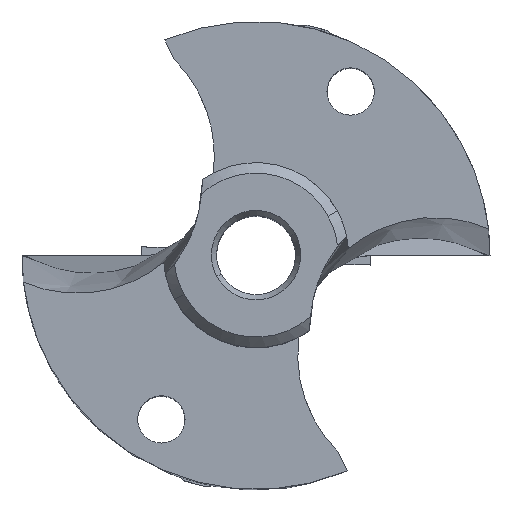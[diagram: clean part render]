
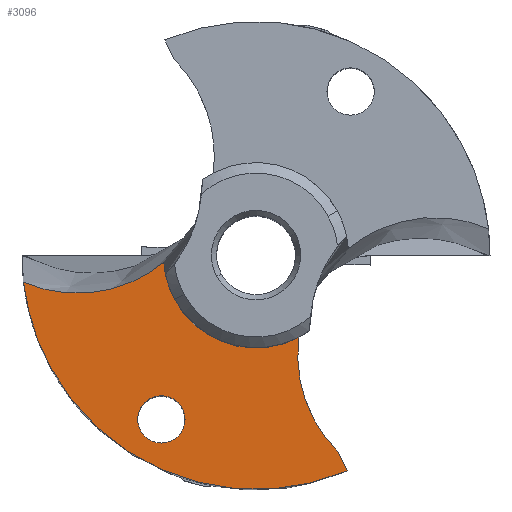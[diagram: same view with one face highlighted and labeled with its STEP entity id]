
A CAD part, top view. The second image highlights one B-rep face of the part: STEP entity #3096.
In plain terms, the highlighted planar face has unit normal (0, 0, 1).
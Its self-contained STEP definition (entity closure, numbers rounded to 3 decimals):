
#281=AXIS2_PLACEMENT_3D('Circle Axis2P3D',#279,#280,$) ;
#830=AXIS2_PLACEMENT_3D('Circle Axis2P3D',#828,#829,$) ;
#849=AXIS2_PLACEMENT_3D('Circle Axis2P3D',#847,#848,$) ;
#1313=AXIS2_PLACEMENT_3D('Circle Axis2P3D',#1311,#1312,$) ;
#1766=AXIS2_PLACEMENT_3D('Plane Axis2P3D',#1763,#1764,#1765) ;
#2921=AXIS2_PLACEMENT_3D('Circle Axis2P3D',#2919,#2920,$) ;
#3080=AXIS2_PLACEMENT_3D('Circle Axis2P3D',#3078,#3079,$) ;
#276=CARTESIAN_POINT('Vertex',(-19.526,-10.667,0.)) ;
#279=CARTESIAN_POINT('Axis2P3D Location',(0.,0.,0.)) ;
#283=CARTESIAN_POINT('Vertex',(-22.106,-2.531,0.)) ;
#455=CARTESIAN_POINT('Vertex',(7.828,-18.698,0.)) ;
#459=CARTESIAN_POINT('Control Point',(7.828,-18.698,0.)) ;
#460=CARTESIAN_POINT('Control Point',(7.995,-19.057,0.)) ;
#461=CARTESIAN_POINT('Control Point',(8.162,-19.416,0.)) ;
#462=CARTESIAN_POINT('Control Point',(8.33,-19.775,0.)) ;
#463=CARTESIAN_POINT('Control Point',(8.497,-20.134,0.)) ;
#464=CARTESIAN_POINT('Control Point',(8.665,-20.493,0.)) ;
#465=CARTESIAN_POINT('Vertex',(8.665,-20.493,0.)) ;
#620=CARTESIAN_POINT('Control Point',(-22.106,-2.531,0.)) ;
#621=CARTESIAN_POINT('Control Point',(-19.623,-3.62,0.)) ;
#622=CARTESIAN_POINT('Control Point',(-16.725,-4.108,0.)) ;
#623=CARTESIAN_POINT('Control Point',(-13.66,-3.694,0.)) ;
#624=CARTESIAN_POINT('Control Point',(-10.949,-2.441,0.)) ;
#625=CARTESIAN_POINT('Control Point',(-8.775,-0.66,0.)) ;
#626=CARTESIAN_POINT('Vertex',(-8.775,-0.66,0.)) ;
#825=CARTESIAN_POINT('Vertex',(-9.,-13.338,0.)) ;
#828=CARTESIAN_POINT('Axis2P3D Location',(-9.,-15.588,0.)) ;
#832=CARTESIAN_POINT('Vertex',(-9.,-17.838,0.)) ;
#847=CARTESIAN_POINT('Axis2P3D Location',(-9.,-15.588,0.)) ;
#962=CARTESIAN_POINT('Vertex',(4.079,-7.798,0.)) ;
#966=CARTESIAN_POINT('Control Point',(7.828,-18.698,0.)) ;
#967=CARTESIAN_POINT('Control Point',(6.156,-17.063,0.)) ;
#968=CARTESIAN_POINT('Control Point',(4.808,-14.996,0.)) ;
#969=CARTESIAN_POINT('Control Point',(3.988,-12.598,0.)) ;
#970=CARTESIAN_POINT('Control Point',(3.774,-10.135,0.)) ;
#971=CARTESIAN_POINT('Control Point',(4.079,-7.798,0.)) ;
#1308=CARTESIAN_POINT('Vertex',(-7.723,-4.219,0.)) ;
#1311=CARTESIAN_POINT('Axis2P3D Location',(0.,0.,0.)) ;
#1763=CARTESIAN_POINT('Axis2P3D Location',(22.25,0.,0.)) ;
#2919=CARTESIAN_POINT('Axis2P3D Location',(0.,0.,0.)) ;
#3078=CARTESIAN_POINT('Axis2P3D Location',(0.,0.,0.)) ;
#280=DIRECTION('Axis2P3D Direction',(0.,0.,1.)) ;
#829=DIRECTION('Axis2P3D Direction',(-0.,0.,-1.)) ;
#848=DIRECTION('Axis2P3D Direction',(-0.,0.,-1.)) ;
#1312=DIRECTION('Axis2P3D Direction',(0.,0.,1.)) ;
#1764=DIRECTION('Axis2P3D Direction',(0.,0.,1.)) ;
#1765=DIRECTION('Axis2P3D XDirection',(1.,0.,0.)) ;
#2920=DIRECTION('Axis2P3D Direction',(0.,0.,1.)) ;
#3079=DIRECTION('Axis2P3D Direction',(0.,0.,1.)) ;
#3084=ORIENTED_EDGE('',*,*,#972,.T.) ;
#3085=ORIENTED_EDGE('',*,*,#1315,.F.) ;
#3086=ORIENTED_EDGE('',*,*,#2923,.F.) ;
#3087=ORIENTED_EDGE('',*,*,#628,.F.) ;
#3088=ORIENTED_EDGE('',*,*,#285,.T.) ;
#3089=ORIENTED_EDGE('',*,*,#3082,.T.) ;
#3090=ORIENTED_EDGE('',*,*,#467,.F.) ;
#3093=ORIENTED_EDGE('',*,*,#834,.T.) ;
#3094=ORIENTED_EDGE('',*,*,#851,.T.) ;
#3095=FACE_BOUND('',#3092,.T.) ;
#3096=ADVANCED_FACE('NOCUT',(#3091,#3095),#1767,.T.) ;
#458=B_SPLINE_CURVE_WITH_KNOTS('',5,(#459,#460,#461,#462,#463,#464),.UNSPECIFIED.,.F.,.U.,(6,6),(1.747,3.728),.UNSPECIFIED.) ;
#619=B_SPLINE_CURVE_WITH_KNOTS('',5,(#620,#621,#622,#623,#624,#625),.UNSPECIFIED.,.F.,.U.,(6,6),(0.233,20.185),.UNSPECIFIED.) ;
#965=B_SPLINE_CURVE_WITH_KNOTS('',5,(#966,#967,#968,#969,#970,#971),.UNSPECIFIED.,.F.,.U.,(6,6),(4.646,21.384),.UNSPECIFIED.) ;
#282=CIRCLE('generated circle',#281,22.25) ;
#831=CIRCLE('generated circle',#830,2.25) ;
#850=CIRCLE('generated circle',#849,2.25) ;
#1314=CIRCLE('generated circle',#1313,8.8) ;
#2922=CIRCLE('generated circle',#2921,8.8) ;
#3081=CIRCLE('generated circle',#3080,22.25) ;
#285=EDGE_CURVE('',#284,#277,#282,.T.) ;
#467=EDGE_CURVE('',#456,#466,#458,.T.) ;
#628=EDGE_CURVE('',#284,#627,#619,.T.) ;
#834=EDGE_CURVE('',#833,#826,#831,.T.) ;
#851=EDGE_CURVE('',#826,#833,#850,.T.) ;
#972=EDGE_CURVE('',#456,#963,#965,.T.) ;
#1315=EDGE_CURVE('',#1309,#963,#1314,.T.) ;
#2923=EDGE_CURVE('',#627,#1309,#2922,.T.) ;
#3082=EDGE_CURVE('',#277,#466,#3081,.T.) ;
#3083=EDGE_LOOP('',(#3084,#3085,#3086,#3087,#3088,#3089,#3090)) ;
#3092=EDGE_LOOP('',(#3093,#3094)) ;
#3091=FACE_OUTER_BOUND('',#3083,.T.) ;
#1767=PLANE('',#1766) ;
#277=VERTEX_POINT('',#276) ;
#284=VERTEX_POINT('',#283) ;
#456=VERTEX_POINT('',#455) ;
#466=VERTEX_POINT('',#465) ;
#627=VERTEX_POINT('',#626) ;
#826=VERTEX_POINT('',#825) ;
#833=VERTEX_POINT('',#832) ;
#963=VERTEX_POINT('',#962) ;
#1309=VERTEX_POINT('',#1308) ;
